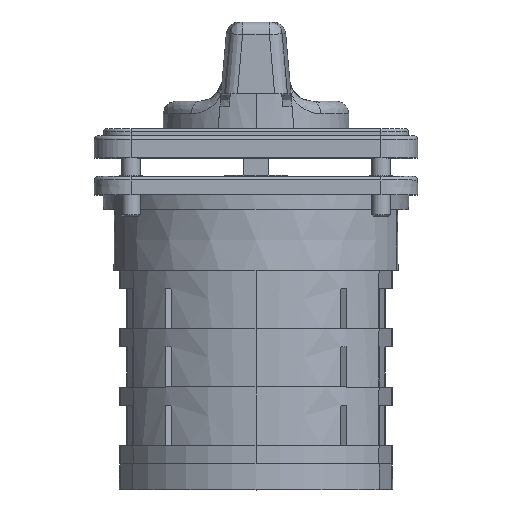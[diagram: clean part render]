
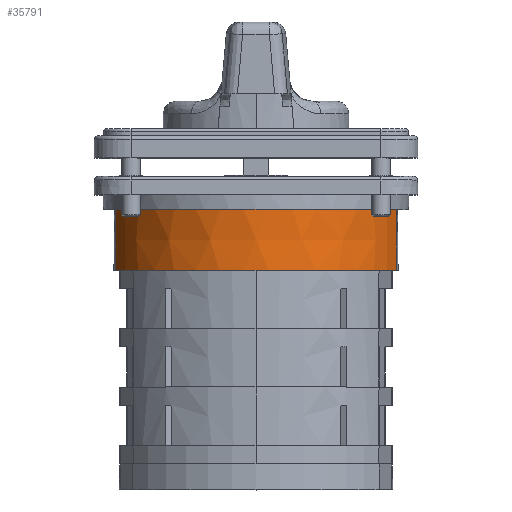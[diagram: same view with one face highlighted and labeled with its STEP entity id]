
A CAD part, top view. The second image highlights one B-rep face of the part: STEP entity #35791.
In plain terms, the highlighted conical face has half-angle 0.5 degrees and reference radius 40.144 mm.
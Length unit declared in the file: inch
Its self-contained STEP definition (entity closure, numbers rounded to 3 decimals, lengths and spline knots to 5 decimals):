
#833 = ORIENTED_EDGE ( 'NONE', *, *, #31524, .T. ) ;
#3262 = VECTOR ( 'NONE', #48470, 39.37008 ) ;
#4231 = DIRECTION ( 'NONE',  ( 0., 1., 0. ) ) ;
#4681 = DIRECTION ( 'NONE',  ( 0., 0., -1. ) ) ;
#4884 = EDGE_CURVE ( 'NONE', #38163, #78945, #59160, .T. ) ;
#6034 = CIRCLE ( 'NONE', #29599, 1.58047 ) ;
#8559 = CARTESIAN_POINT ( 'NONE',  ( -1.50694, -0.64961, 0.47646 ) ) ;
#10266 = CONICAL_SURFACE ( 'NONE', #41143, 1.58047, 0.009 ) ;
#10995 = DIRECTION ( 'NONE',  ( 0., 0., -1. ) ) ;
#13810 = CIRCLE ( 'NONE', #90248, 1.5748 ) ;
#16669 = ORIENTED_EDGE ( 'NONE', *, *, #82025, .F. ) ;
#19954 = VERTEX_POINT ( 'NONE', #88667 ) ;
#19958 = LINE ( 'NONE', #48019, #3262 ) ;
#23442 = DIRECTION ( 'NONE',  ( 0., 0., -1. ) ) ;
#29599 = AXIS2_PLACEMENT_3D ( 'NONE', #58434, #50602, #23442 ) ;
#31524 = EDGE_CURVE ( 'NONE', #78945, #69441, #6034, .T. ) ;
#35791 = ADVANCED_FACE ( 'NONE', ( #68081 ), #10266, .T. ) ;
#38163 = VERTEX_POINT ( 'NONE', #54623 ) ;
#41143 = AXIS2_PLACEMENT_3D ( 'NONE', #66726, #53797, #10995 ) ;
#42702 = EDGE_CURVE ( 'NONE', #19954, #69441, #19958, .T. ) ;
#45316 = CARTESIAN_POINT ( 'NONE',  ( -1.50154, 0., 0.47475 ) ) ;
#48019 = CARTESIAN_POINT ( 'NONE',  ( 1.50154, 0., 0.47475 ) ) ;
#48470 = DIRECTION ( 'NONE',  ( 0.008, -1., 0.003 ) ) ;
#49762 = CARTESIAN_POINT ( 'NONE',  ( 1.50694, -0.64961, 0.47646 ) ) ;
#50109 = ORIENTED_EDGE ( 'NONE', *, *, #42702, .F. ) ;
#50602 = DIRECTION ( 'NONE',  ( 0., 1., 0. ) ) ;
#53797 = DIRECTION ( 'NONE',  ( 0., -1., 0. ) ) ;
#54623 = CARTESIAN_POINT ( 'NONE',  ( -1.50154, 0., 0.47475 ) ) ;
#58434 = CARTESIAN_POINT ( 'NONE',  ( 0., -0.64961, 0. ) ) ;
#59160 = LINE ( 'NONE', #45316, #63140 ) ;
#61764 = CARTESIAN_POINT ( 'NONE',  ( 0., 0., 0. ) ) ;
#63140 = VECTOR ( 'NONE', #66517, 39.37008 ) ;
#63200 = ORIENTED_EDGE ( 'NONE', *, *, #4884, .T. ) ;
#66517 = DIRECTION ( 'NONE',  ( -0.008, -1., 0.003 ) ) ;
#66726 = CARTESIAN_POINT ( 'NONE',  ( 0., -0.64961, 0. ) ) ;
#68081 = FACE_OUTER_BOUND ( 'NONE', #70848, .T. ) ;
#69441 = VERTEX_POINT ( 'NONE', #49762 ) ;
#70848 = EDGE_LOOP ( 'NONE', ( #833, #50109, #16669, #63200 ) ) ;
#78945 = VERTEX_POINT ( 'NONE', #8559 ) ;
#82025 = EDGE_CURVE ( 'NONE', #38163, #19954, #13810, .T. ) ;
#88667 = CARTESIAN_POINT ( 'NONE',  ( 1.50154, 0., 0.47475 ) ) ;
#90248 = AXIS2_PLACEMENT_3D ( 'NONE', #61764, #4231, #4681 ) ;
